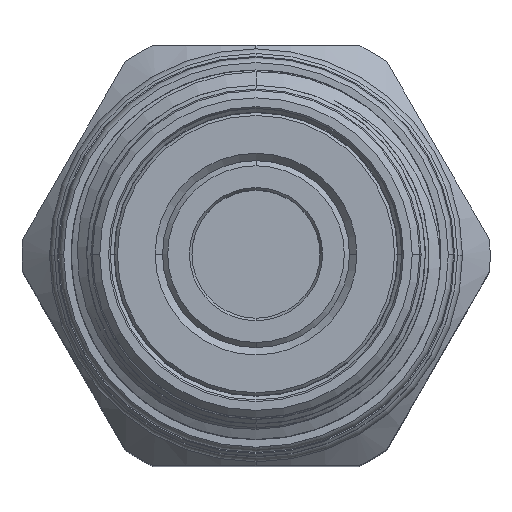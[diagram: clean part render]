
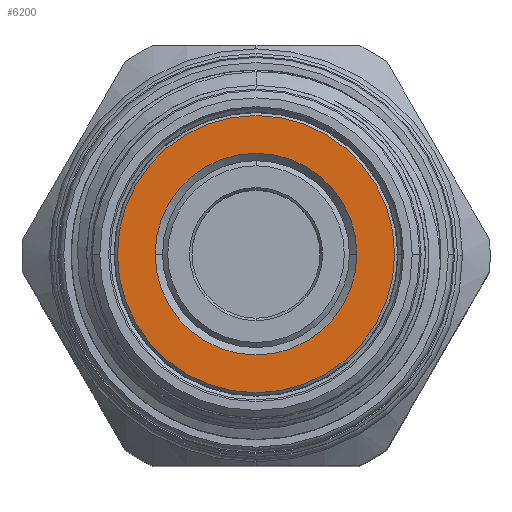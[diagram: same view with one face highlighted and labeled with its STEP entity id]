
A CAD part, top view. The second image highlights one B-rep face of the part: STEP entity #6200.
In plain terms, the highlighted planar face has unit normal (0, 0, 1).
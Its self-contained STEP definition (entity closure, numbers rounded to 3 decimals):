
#109 = CARTESIAN_POINT ( 'NONE',  ( 0., 0., 102.32 ) ) ;
#168 = AXIS2_PLACEMENT_3D ( 'NONE', #5190, #15661, #9104 ) ;
#474 = FACE_BOUND ( 'NONE', #13840, .T. ) ;
#497 = CARTESIAN_POINT ( 'NONE',  ( -6.85, 0., 102.32 ) ) ;
#749 = ORIENTED_EDGE ( 'NONE', *, *, #15281, .T. ) ;
#789 = CARTESIAN_POINT ( 'NONE',  ( -9.415, 0., 102.32 ) ) ;
#827 = DIRECTION ( 'NONE',  ( 0., 0., 1. ) ) ;
#879 = DIRECTION ( 'NONE',  ( -1., 0., 0. ) ) ;
#1357 = DIRECTION ( 'NONE',  ( 0., 0., -1. ) ) ;
#2452 = CIRCLE ( 'NONE', #3235, 6.85 ) ;
#2670 = FACE_OUTER_BOUND ( 'NONE', #4429, .T. ) ;
#3235 = AXIS2_PLACEMENT_3D ( 'NONE', #12961, #1357, #14362 ) ;
#3790 = CIRCLE ( 'NONE', #168, 9.415 ) ;
#3871 = CARTESIAN_POINT ( 'NONE',  ( 9.415, 0., 102.32 ) ) ;
#4107 = EDGE_CURVE ( 'NONE', #5471, #6045, #9896, .T. ) ;
#4429 = EDGE_LOOP ( 'NONE', ( #749, #7771 ) ) ;
#5049 = VERTEX_POINT ( 'NONE', #789 ) ;
#5190 = CARTESIAN_POINT ( 'NONE',  ( 0., 0., 102.32 ) ) ;
#5471 = VERTEX_POINT ( 'NONE', #11416 ) ;
#5612 = EDGE_CURVE ( 'NONE', #6045, #5471, #2452, .T. ) ;
#6045 = VERTEX_POINT ( 'NONE', #497 ) ;
#6144 = AXIS2_PLACEMENT_3D ( 'NONE', #14050, #6175, #879 ) ;
#6175 = DIRECTION ( 'NONE',  ( 0., 0., 1. ) ) ;
#6200 = ADVANCED_FACE ( 'NONE', ( #2670, #474 ), #12659, .T. ) ;
#7476 = DIRECTION ( 'NONE',  ( -1., 0., 0. ) ) ;
#7771 = ORIENTED_EDGE ( 'NONE', *, *, #14287, .T. ) ;
#8719 = CIRCLE ( 'NONE', #15261, 9.415 ) ;
#8736 = CARTESIAN_POINT ( 'NONE',  ( 0., 0., 102.32 ) ) ;
#9104 = DIRECTION ( 'NONE',  ( -1., 0., 0. ) ) ;
#9178 = AXIS2_PLACEMENT_3D ( 'NONE', #109, #9253, #11768 ) ;
#9253 = DIRECTION ( 'NONE',  ( 0., 0., -1. ) ) ;
#9896 = CIRCLE ( 'NONE', #9178, 6.85 ) ;
#9955 = VERTEX_POINT ( 'NONE', #3871 ) ;
#11416 = CARTESIAN_POINT ( 'NONE',  ( 6.85, 0., 102.32 ) ) ;
#11768 = DIRECTION ( 'NONE',  ( 1., 0., 0. ) ) ;
#11851 = ORIENTED_EDGE ( 'NONE', *, *, #5612, .T. ) ;
#11899 = ORIENTED_EDGE ( 'NONE', *, *, #4107, .T. ) ;
#12659 = PLANE ( 'NONE',  #6144 ) ;
#12961 = CARTESIAN_POINT ( 'NONE',  ( 0., 0., 102.32 ) ) ;
#13840 = EDGE_LOOP ( 'NONE', ( #11851, #11899 ) ) ;
#14050 = CARTESIAN_POINT ( 'NONE',  ( 9.615, 0., 102.32 ) ) ;
#14287 = EDGE_CURVE ( 'NONE', #5049, #9955, #3790, .T. ) ;
#14362 = DIRECTION ( 'NONE',  ( 1., 0., 0. ) ) ;
#15261 = AXIS2_PLACEMENT_3D ( 'NONE', #8736, #827, #7476 ) ;
#15281 = EDGE_CURVE ( 'NONE', #9955, #5049, #8719, .T. ) ;
#15661 = DIRECTION ( 'NONE',  ( 0., 0., 1. ) ) ;
